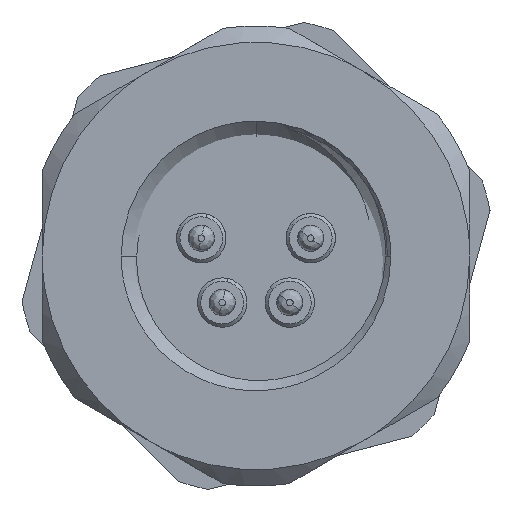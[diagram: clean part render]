
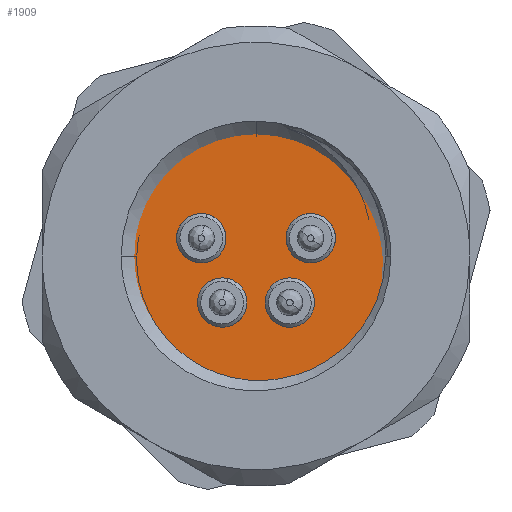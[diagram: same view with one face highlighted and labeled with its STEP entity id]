
A CAD part, front view. The second image highlights one B-rep face of the part: STEP entity #1909.
In plain terms, the highlighted face is planar.
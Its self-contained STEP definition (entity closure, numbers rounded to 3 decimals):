
#670 = CARTESIAN_POINT ( 'NONE',  ( 8.1, 1.416, 1.779 ) ) ;
#694 = DIRECTION ( 'NONE',  ( 0., 0., -1. ) ) ;
#1304 = CARTESIAN_POINT ( 'NONE',  ( 8.1, 0., 4. ) ) ;
#1447 = ORIENTED_EDGE ( 'NONE', *, *, #19962, .F. ) ;
#1646 = EDGE_CURVE ( 'NONE', #18703, #17523, #18966, .T. ) ;
#1795 = VERTEX_POINT ( 'NONE', #15912 ) ;
#1909 = ADVANCED_FACE ( 'NONE', ( #5739, #21368, #3603, #17292, #23053 ), #24940, .F. ) ;
#2050 = EDGE_LOOP ( 'NONE', ( #22651, #6227 ) ) ;
#2128 = EDGE_CURVE ( 'NONE', #23136, #24733, #11810, .T. ) ;
#2210 = AXIS2_PLACEMENT_3D ( 'NONE', #17566, #7813, #6013 ) ;
#2457 = DIRECTION ( 'NONE',  ( 0., 0., -1. ) ) ;
#2696 = AXIS2_PLACEMENT_3D ( 'NONE', #9224, #9347, #16955 ) ;
#2877 = CARTESIAN_POINT ( 'NONE',  ( 8.1, 1.416, -1.779 ) ) ;
#2883 = DIRECTION ( 'NONE',  ( 0., 0., -1. ) ) ;
#3172 = CARTESIAN_POINT ( 'NONE',  ( 8.1, 1.416, -0.279 ) ) ;
#3349 = VERTEX_POINT ( 'NONE', #10420 ) ;
#3468 = CARTESIAN_POINT ( 'NONE',  ( 8.1, 3., 0. ) ) ;
#3603 = FACE_BOUND ( 'NONE', #4848, .T. ) ;
#4014 = AXIS2_PLACEMENT_3D ( 'NONE', #7833, #13145, #4018 ) ;
#4018 = DIRECTION ( 'NONE',  ( 0., 0., -1. ) ) ;
#4188 = CIRCLE ( 'NONE', #24879, 0.75 ) ;
#4848 = EDGE_LOOP ( 'NONE', ( #7350, #18722 ) ) ;
#4898 = EDGE_CURVE ( 'NONE', #17523, #18703, #12789, .T. ) ;
#5113 = CARTESIAN_POINT ( 'NONE',  ( 8.1, -0.541, -1.664 ) ) ;
#5374 = DIRECTION ( 'NONE',  ( -1., 0., 0. ) ) ;
#5739 = FACE_OUTER_BOUND ( 'NONE', #13834, .T. ) ;
#6013 = DIRECTION ( 'NONE',  ( 0., 0., -1. ) ) ;
#6059 = VERTEX_POINT ( 'NONE', #17255 ) ;
#6227 = ORIENTED_EDGE ( 'NONE', *, *, #11459, .F. ) ;
#6431 = EDGE_CURVE ( 'NONE', #15363, #11316, #12499, .T. ) ;
#6766 = EDGE_LOOP ( 'NONE', ( #8375, #7648 ) ) ;
#7156 = DIRECTION ( 'NONE',  ( 0., 0., -1. ) ) ;
#7179 = AXIS2_PLACEMENT_3D ( 'NONE', #18461, #16450, #2883 ) ;
#7350 = ORIENTED_EDGE ( 'NONE', *, *, #11320, .F. ) ;
#7532 = DIRECTION ( 'NONE',  ( -1., 0., 0. ) ) ;
#7648 = ORIENTED_EDGE ( 'NONE', *, *, #4898, .F. ) ;
#7667 = CARTESIAN_POINT ( 'NONE',  ( 8.1, -0.541, 1.664 ) ) ;
#7813 = DIRECTION ( 'NONE',  ( 1., 0., 0. ) ) ;
#7833 = CARTESIAN_POINT ( 'NONE',  ( 8.1, 1.416, 1.029 ) ) ;
#8054 = AXIS2_PLACEMENT_3D ( 'NONE', #9961, #14391, #694 ) ;
#8145 = AXIS2_PLACEMENT_3D ( 'NONE', #9235, #10874, #18598 ) ;
#8375 = ORIENTED_EDGE ( 'NONE', *, *, #1646, .F. ) ;
#8404 = CIRCLE ( 'NONE', #9209, 0.75 ) ;
#8501 = VERTEX_POINT ( 'NONE', #11038 ) ;
#8597 = AXIS2_PLACEMENT_3D ( 'NONE', #3468, #7532, #9811 ) ;
#9209 = AXIS2_PLACEMENT_3D ( 'NONE', #5113, #10939, #7156 ) ;
#9224 = CARTESIAN_POINT ( 'NONE',  ( 8.1, 1.416, -1.029 ) ) ;
#9235 = CARTESIAN_POINT ( 'NONE',  ( 8.1, -0.541, -1.664 ) ) ;
#9272 = EDGE_CURVE ( 'NONE', #24733, #23136, #15125, .T. ) ;
#9333 = EDGE_CURVE ( 'NONE', #6059, #1795, #4188, .T. ) ;
#9347 = DIRECTION ( 'NONE',  ( 1., 0., 0. ) ) ;
#9811 = DIRECTION ( 'NONE',  ( 0., 0., 1. ) ) ;
#9936 = DIRECTION ( 'NONE',  ( -1., 0., 0. ) ) ;
#9961 = CARTESIAN_POINT ( 'NONE',  ( 8.1, 1.416, -1.029 ) ) ;
#10420 = CARTESIAN_POINT ( 'NONE',  ( 8.1, -0.541, -2.414 ) ) ;
#10874 = DIRECTION ( 'NONE',  ( 1., 0., 0. ) ) ;
#10939 = DIRECTION ( 'NONE',  ( 1., 0., 0. ) ) ;
#11038 = CARTESIAN_POINT ( 'NONE',  ( 8.1, -0.541, -0.914 ) ) ;
#11047 = AXIS2_PLACEMENT_3D ( 'NONE', #16927, #5374, #13100 ) ;
#11316 = VERTEX_POINT ( 'NONE', #12867 ) ;
#11320 = EDGE_CURVE ( 'NONE', #11316, #15363, #12010, .T. ) ;
#11459 = EDGE_CURVE ( 'NONE', #8501, #3349, #8404, .T. ) ;
#11810 = CIRCLE ( 'NONE', #23276, 4. ) ;
#11900 = ORIENTED_EDGE ( 'NONE', *, *, #9333, .F. ) ;
#12010 = CIRCLE ( 'NONE', #7179, 0.75 ) ;
#12499 = CIRCLE ( 'NONE', #4014, 0.75 ) ;
#12789 = CIRCLE ( 'NONE', #2696, 0.75 ) ;
#12867 = CARTESIAN_POINT ( 'NONE',  ( 8.1, 1.416, 0.279 ) ) ;
#13100 = DIRECTION ( 'NONE',  ( 0., 0., 1. ) ) ;
#13145 = DIRECTION ( 'NONE',  ( 1., 0., 0. ) ) ;
#13598 = CARTESIAN_POINT ( 'NONE',  ( 8.1, 0., 0. ) ) ;
#13834 = EDGE_LOOP ( 'NONE', ( #25010, #14626 ) ) ;
#14391 = DIRECTION ( 'NONE',  ( 1., 0., 0. ) ) ;
#14626 = ORIENTED_EDGE ( 'NONE', *, *, #9272, .F. ) ;
#15125 = CIRCLE ( 'NONE', #11047, 4. ) ;
#15363 = VERTEX_POINT ( 'NONE', #670 ) ;
#15912 = CARTESIAN_POINT ( 'NONE',  ( 8.1, -0.541, 0.914 ) ) ;
#16450 = DIRECTION ( 'NONE',  ( 1., 0., 0. ) ) ;
#16700 = EDGE_CURVE ( 'NONE', #3349, #8501, #23575, .T. ) ;
#16927 = CARTESIAN_POINT ( 'NONE',  ( 8.1, 0., 0. ) ) ;
#16955 = DIRECTION ( 'NONE',  ( 0., 0., -1. ) ) ;
#17255 = CARTESIAN_POINT ( 'NONE',  ( 8.1, -0.541, 2.414 ) ) ;
#17292 = FACE_BOUND ( 'NONE', #19850, .T. ) ;
#17523 = VERTEX_POINT ( 'NONE', #3172 ) ;
#17566 = CARTESIAN_POINT ( 'NONE',  ( 8.1, -0.541, 1.664 ) ) ;
#17665 = DIRECTION ( 'NONE',  ( 0., 0., 1. ) ) ;
#18461 = CARTESIAN_POINT ( 'NONE',  ( 8.1, 1.416, 1.029 ) ) ;
#18598 = DIRECTION ( 'NONE',  ( 0., 0., -1. ) ) ;
#18703 = VERTEX_POINT ( 'NONE', #2877 ) ;
#18722 = ORIENTED_EDGE ( 'NONE', *, *, #6431, .F. ) ;
#18966 = CIRCLE ( 'NONE', #8054, 0.75 ) ;
#19850 = EDGE_LOOP ( 'NONE', ( #1447, #11900 ) ) ;
#19962 = EDGE_CURVE ( 'NONE', #1795, #6059, #24140, .T. ) ;
#21368 = FACE_BOUND ( 'NONE', #6766, .T. ) ;
#21374 = DIRECTION ( 'NONE',  ( 1., 0., 0. ) ) ;
#21798 = CARTESIAN_POINT ( 'NONE',  ( 8.1, 0., -4. ) ) ;
#22651 = ORIENTED_EDGE ( 'NONE', *, *, #16700, .F. ) ;
#23053 = FACE_BOUND ( 'NONE', #2050, .T. ) ;
#23136 = VERTEX_POINT ( 'NONE', #1304 ) ;
#23276 = AXIS2_PLACEMENT_3D ( 'NONE', #13598, #9936, #17665 ) ;
#23575 = CIRCLE ( 'NONE', #8145, 0.75 ) ;
#24140 = CIRCLE ( 'NONE', #2210, 0.75 ) ;
#24733 = VERTEX_POINT ( 'NONE', #21798 ) ;
#24879 = AXIS2_PLACEMENT_3D ( 'NONE', #7667, #21374, #2457 ) ;
#24940 = PLANE ( 'NONE',  #8597 ) ;
#25010 = ORIENTED_EDGE ( 'NONE', *, *, #2128, .F. ) ;
